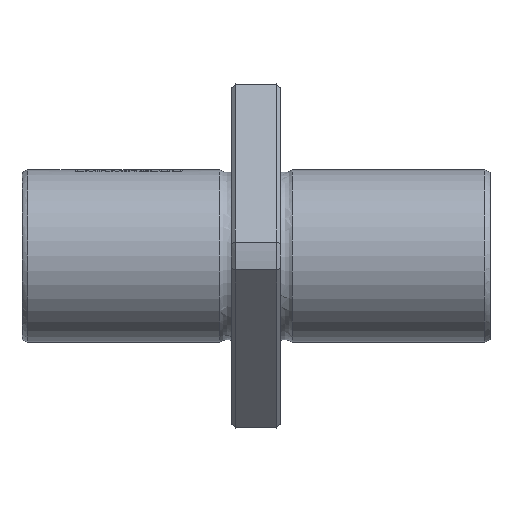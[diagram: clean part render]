
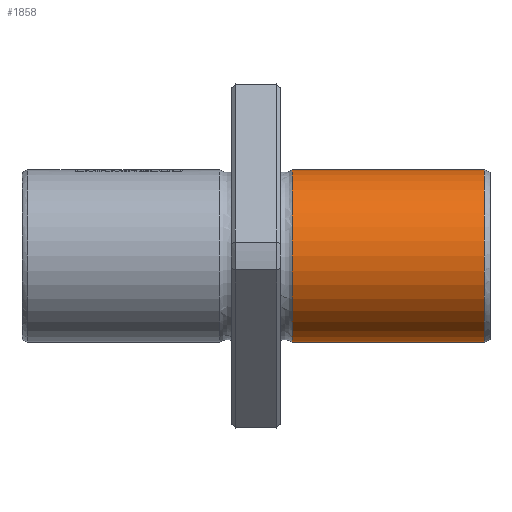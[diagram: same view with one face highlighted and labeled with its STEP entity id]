
A CAD part, front view. The second image highlights one B-rep face of the part: STEP entity #1858.
In plain terms, the highlighted cylindrical face has radius 10.5 mm (diameter 21 mm), a full revolution.
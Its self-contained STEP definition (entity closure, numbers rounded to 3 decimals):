
#575=FACE_BOUND('',#2729,.T.);
#576=FACE_BOUND('',#2730,.T.);
#1810=CYLINDRICAL_SURFACE('',#7783,10.5);
#1858=ADVANCED_FACE('',(#575,#576),#1810,.T.);
#2729=EDGE_LOOP('',(#4082));
#2730=EDGE_LOOP('',(#4083));
#4082=ORIENTED_EDGE('',*,*,#6925,.T.);
#4083=ORIENTED_EDGE('',*,*,#6937,.F.);
#6181=VERTEX_POINT('',#11659);
#6192=VERTEX_POINT('',#11766);
#6925=EDGE_CURVE('',#6181,#6181,#7667,.T.);
#6937=EDGE_CURVE('',#6192,#6192,#7669,.T.);
#7667=CIRCLE('',#7774,10.5);
#7669=CIRCLE('',#7782,10.5);
#7774=AXIS2_PLACEMENT_3D('',#11658,#8466,#8467);
#7782=AXIS2_PLACEMENT_3D('',#11765,#8482,#8483);
#7783=AXIS2_PLACEMENT_3D('',#11767,#8484,#8485);
#8466=DIRECTION('',(-1.,0.,0.));
#8467=DIRECTION('',(0.,-1.,0.));
#8482=DIRECTION('',(-1.,0.,0.));
#8483=DIRECTION('',(0.,0.,1.));
#8484=DIRECTION('',(1.,0.,0.));
#8485=DIRECTION('',(0.,0.,-1.));
#11658=CARTESIAN_POINT('',(30.804,0.,0.));
#11659=CARTESIAN_POINT('',(30.804,-10.5,0.));
#11765=CARTESIAN_POINT('',(7.4,0.,0.));
#11766=CARTESIAN_POINT('',(7.4,0.,10.5));
#11767=CARTESIAN_POINT('',(7.4,0.,0.));
